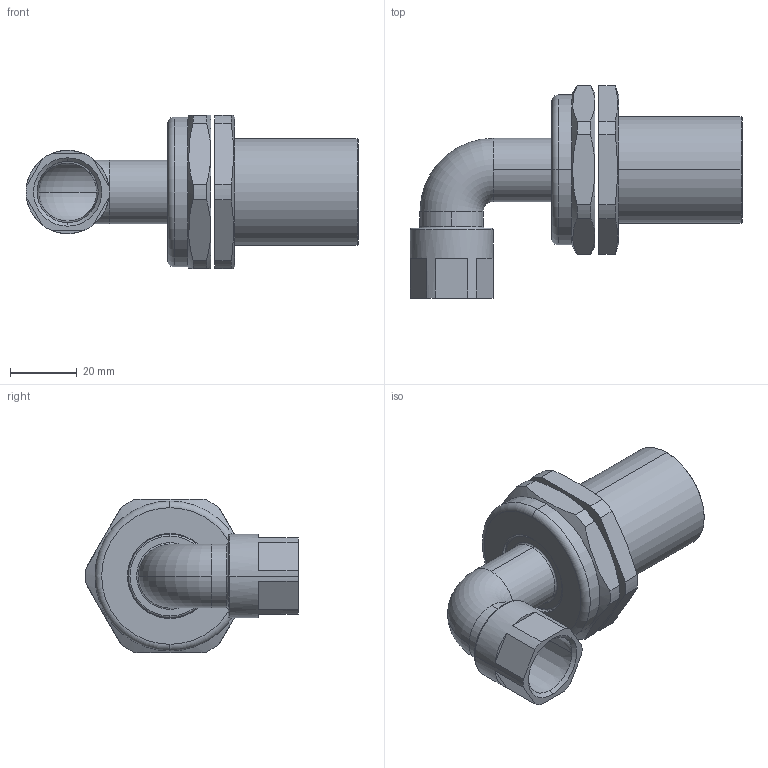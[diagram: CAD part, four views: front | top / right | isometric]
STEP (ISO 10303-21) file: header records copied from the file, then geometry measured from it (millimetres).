
FILE_DESCRIPTION (( 'STEP AP203' ), '1' );
FILE_NAME ('PX789REXDT2FT1F.STEP', '2017-10-04T13:57:09', ( '' ), ( '' ), 'SwSTEP 2.0', 'SolidWorks 2017', '' );
FILE_SCHEMA (( 'CONFIG_CONTROL_DESIGN' ));
Length unit declared in the file: millimetre
Products named in the file (1): PX789REXDT2FT1F
Bounding box: 99.63 x 63.79 x 46 mm (x, y, z)
Surface area: 17200.7 mm2 (no closed solid volume)
Topology: 0 solids, 3 shells, 93 faces, 236 edges, 152 vertices
Faces by surface type: plane 33, cylinder 28, cone 20, torus 12
Entity records: 3053 total; most frequent: CARTESIAN_POINT 674, DIRECTION 520, ORIENTED_EDGE 460, EDGE_CURVE 236, AXIS2_PLACEMENT_3D 218, VERTEX_POINT 152, CIRCLE 124, EDGE_LOOP 102
